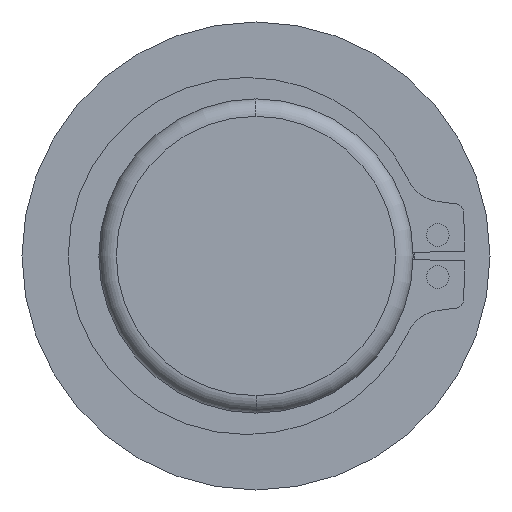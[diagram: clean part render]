
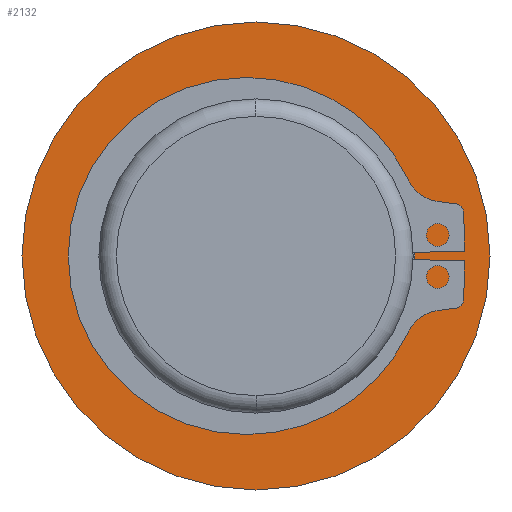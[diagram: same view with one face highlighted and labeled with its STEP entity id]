
A CAD part, left-side view. The second image highlights one B-rep face of the part: STEP entity #2132.
In plain terms, the highlighted planar face has unit normal (-1, 0, 0).
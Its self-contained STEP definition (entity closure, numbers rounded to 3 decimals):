
#103 = AXIS2_PLACEMENT_3D ( 'NONE', #2322, #1499, #602 ) ;
#109 = CIRCLE ( 'NONE', #2750, 13.4 ) ;
#181 = DIRECTION ( 'NONE',  ( 0., 0., 1. ) ) ;
#262 = DIRECTION ( 'NONE',  ( -1., 0., 0. ) ) ;
#289 = AXIS2_PLACEMENT_3D ( 'NONE', #1884, #970, #1192 ) ;
#313 = CARTESIAN_POINT ( 'NONE',  ( -51.639, 0., 0. ) ) ;
#432 = EDGE_CURVE ( 'NONE', #2244, #913, #530, .T. ) ;
#446 = CARTESIAN_POINT ( 'NONE',  ( -51.639, 0., 0. ) ) ;
#530 = CIRCLE ( 'NONE', #103, 9.1 ) ;
#602 = DIRECTION ( 'NONE',  ( 0., 0., 1. ) ) ;
#913 = VERTEX_POINT ( 'NONE', #1148 ) ;
#970 = DIRECTION ( 'NONE',  ( -1., 0., 0. ) ) ;
#1064 = CARTESIAN_POINT ( 'NONE',  ( -51.639, 0., 0. ) ) ;
#1083 = EDGE_CURVE ( 'NONE', #2534, #1563, #1669, .T. ) ;
#1148 = CARTESIAN_POINT ( 'NONE',  ( -51.639, 0., -9.1 ) ) ;
#1161 = AXIS2_PLACEMENT_3D ( 'NONE', #313, #1466, #2357 ) ;
#1192 = DIRECTION ( 'NONE',  ( 0., 0., 1. ) ) ;
#1205 = CARTESIAN_POINT ( 'NONE',  ( -51.639, 0., -13.4 ) ) ;
#1410 = EDGE_CURVE ( 'NONE', #913, #2244, #1905, .T. ) ;
#1466 = DIRECTION ( 'NONE',  ( -1., 0., 0. ) ) ;
#1499 = DIRECTION ( 'NONE',  ( -1., 0., 0. ) ) ;
#1563 = VERTEX_POINT ( 'NONE', #1205 ) ;
#1607 = ORIENTED_EDGE ( 'NONE', *, *, #432, .F. ) ;
#1652 = PLANE ( 'NONE',  #289 ) ;
#1669 = CIRCLE ( 'NONE', #1161, 13.4 ) ;
#1681 = CARTESIAN_POINT ( 'NONE',  ( -51.639, 0., 9.1 ) ) ;
#1781 = DIRECTION ( 'NONE',  ( 0., 0., 1. ) ) ;
#1884 = CARTESIAN_POINT ( 'NONE',  ( -51.639, 0., 0. ) ) ;
#1905 = CIRCLE ( 'NONE', #2789, 9.1 ) ;
#2091 = FACE_OUTER_BOUND ( 'NONE', #2605, .T. ) ;
#2097 = ORIENTED_EDGE ( 'NONE', *, *, #2567, .T. ) ;
#2107 = FACE_BOUND ( 'NONE', #2700, .T. ) ;
#2132 = ADVANCED_FACE ( 'NONE', ( #2107, #2091 ), #1652, .T. ) ;
#2168 = DIRECTION ( 'NONE',  ( -1., 0., 0. ) ) ;
#2225 = ORIENTED_EDGE ( 'NONE', *, *, #1083, .T. ) ;
#2244 = VERTEX_POINT ( 'NONE', #1681 ) ;
#2306 = ORIENTED_EDGE ( 'NONE', *, *, #1410, .F. ) ;
#2322 = CARTESIAN_POINT ( 'NONE',  ( -51.639, 0., 0. ) ) ;
#2357 = DIRECTION ( 'NONE',  ( 0., 0., 1. ) ) ;
#2534 = VERTEX_POINT ( 'NONE', #2831 ) ;
#2567 = EDGE_CURVE ( 'NONE', #1563, #2534, #109, .T. ) ;
#2605 = EDGE_LOOP ( 'NONE', ( #2225, #2097 ) ) ;
#2700 = EDGE_LOOP ( 'NONE', ( #1607, #2306 ) ) ;
#2750 = AXIS2_PLACEMENT_3D ( 'NONE', #446, #262, #1781 ) ;
#2789 = AXIS2_PLACEMENT_3D ( 'NONE', #1064, #2168, #181 ) ;
#2831 = CARTESIAN_POINT ( 'NONE',  ( -51.639, 0., 13.4 ) ) ;
